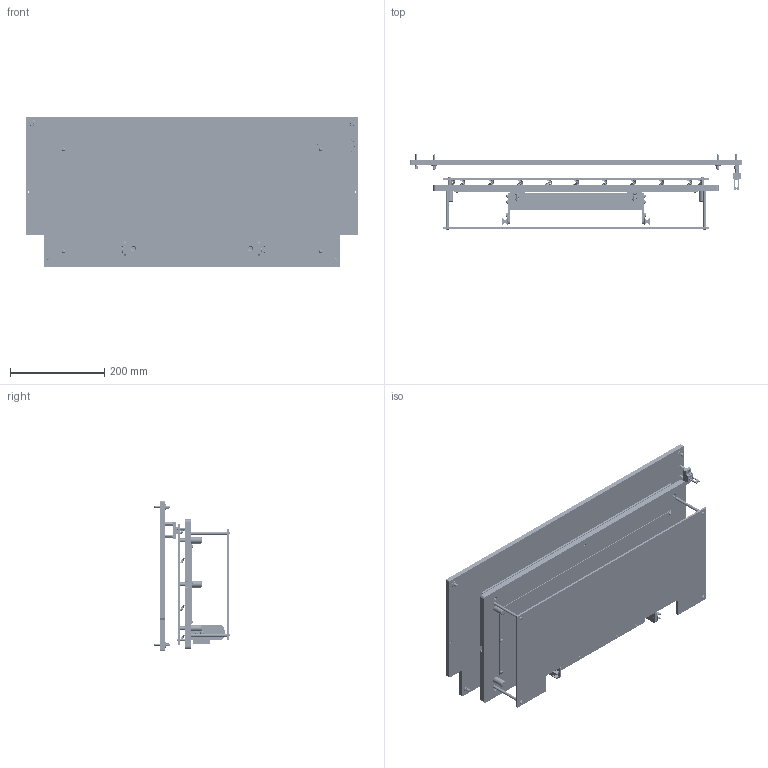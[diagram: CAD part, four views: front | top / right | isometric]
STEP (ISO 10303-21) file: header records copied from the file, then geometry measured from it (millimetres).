
FILE_DESCRIPTION (( 'STEP AP214' ), '1' );
FILE_NAME ('INGUN_31156.STEP', '2021-02-08T13:09:33', ( '' ), ( '' ), 'SwSTEP 2.0', 'SolidWorks 2018', '' );
FILE_SCHEMA (( 'AUTOMOTIVE_DESIGN' ));
Length unit declared in the file: millimetre
Products named in the file (33): 15518~0; 27436~0; ISO7380~n_M04,0x010; 2196~6; 13712~1; 31206~0; 12436~0; SKB-II~-s-k-i-i_M4,0x18 Ku; 31222~0; 20839~0; DIN7991~n_M04,0x020; 15519~0; DIN7991~n_M04,0x006; DIN912~n_M04,0x010; 15523~1; 31230~0; 15516~0; 3827~0; 2212~3; 22728~1; 15522~1; 2229~6; 15517~0; INGUN_31156; DIN7991~n_M04,0x016; ISO7380~n_M04,0x012; ISO7380~n_M03,0x008; 15520~0; 1584~0_19mm<Standard>; 20241~0; 15386~2; 13962~0_17mm<Standard>; DIN923~n_M05x16-A2
Assembly tree (140 placements, depth 3):
  INGUN_31156
    31206~0
    31222~0
    22728~1
    13712~1  x4
    DIN7991~n_M04,0x016  x7
    ISO7380~n_M04,0x010  x10
    2212~3  x4
    2196~6  x3
    2229~6  x3
    31230~0
    1584~0_19mm<Standard>  x23
    20241~0
    15386~2
      15516~0
      15517~0  x7
      15518~0
      15519~0  x2
      DIN923~n_M05x16-A2  x2
      15520~0  x2
      15522~1
      15523~1
      13962~0_17mm<Standard>  x2
      27436~0  x2
      DIN7991~n_M04,0x006  x4
      DIN7991~n_M04,0x016  x21
      DIN7991~n_M04,0x020  x7
      ISO7380~n_M04,0x012  x4
      ISO7380~n_M03,0x008  x8
    20839~0
    SKB-II~-s-k-i-i_M4,0x18 Ku  x2
    12436~0  x4
    3827~0  x4
    DIN912~n_M04,0x010  x4
Bounding box: 703 x 159.5 x 318 mm (x, y, z)
Volume: 5599771.3 mm3; surface area: 1733278 mm2
Topology: 139 solids, 139 shells, 4844 faces, 12485 edges, 8022 vertices
Faces by surface type: cylinder 3490, plane 750, cone 458, torus 96, bspline 50
Entity records: 109289 total; most frequent: CARTESIAN_POINT 20584, DIRECTION 15695, ORIENTED_EDGE 13202, EDGE_CURVE 6601, AXIS2_PLACEMENT_3D 6600, VERTEX_POINT 4333, EDGE_LOOP 4076, CIRCLE 4050
